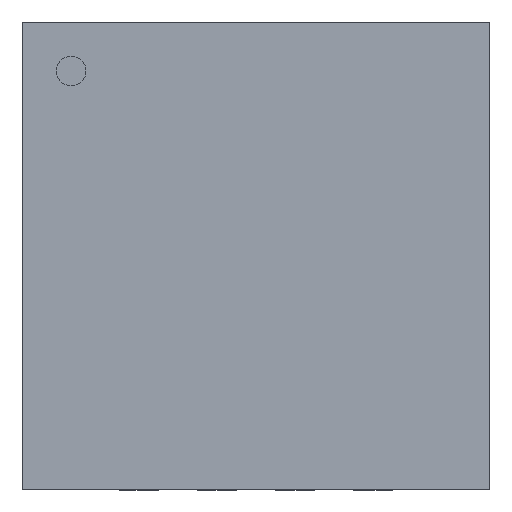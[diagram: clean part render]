
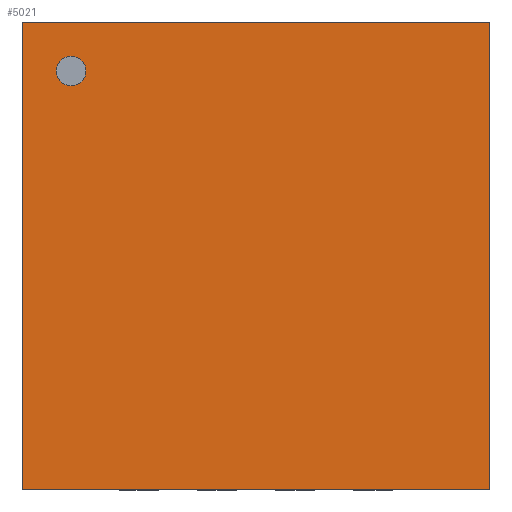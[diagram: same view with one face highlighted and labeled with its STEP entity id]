
A CAD part, top view. The second image highlights one B-rep face of the part: STEP entity #5021.
In plain terms, the highlighted planar face has unit normal (0, 0, 1).
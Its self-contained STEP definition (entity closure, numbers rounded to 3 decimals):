
#18=FACE_BOUND('',#593,.T.);
#297=FACE_OUTER_BOUND('',#592,.T.);
#592=EDGE_LOOP('',(#4111,#4112,#4113,#4114));
#593=EDGE_LOOP('',(#4115));
#1023=LINE('',#7831,#1605);
#1039=LINE('',#7863,#1621);
#1054=LINE('',#7893,#1636);
#1072=LINE('',#7928,#1654);
#1605=VECTOR('',#6375,1000.);
#1621=VECTOR('',#6393,1000.);
#1636=VECTOR('',#6410,1000.);
#1654=VECTOR('',#6430,1000.);
#1946=CIRCLE('',#5405,0.095);
#2246=VERTEX_POINT('',#7773);
#2272=VERTEX_POINT('',#7828);
#2273=VERTEX_POINT('',#7830);
#2288=VERTEX_POINT('',#7861);
#2302=VERTEX_POINT('',#7891);
#2839=EDGE_CURVE('',#2246,#2246,#1946,.T.);
#2865=EDGE_CURVE('',#2273,#2272,#1023,.T.);
#2881=EDGE_CURVE('',#2272,#2288,#1039,.T.);
#2896=EDGE_CURVE('',#2288,#2302,#1054,.T.);
#2914=EDGE_CURVE('',#2302,#2273,#1072,.T.);
#4111=ORIENTED_EDGE('',*,*,#2865,.T.);
#4112=ORIENTED_EDGE('',*,*,#2881,.T.);
#4113=ORIENTED_EDGE('',*,*,#2896,.T.);
#4114=ORIENTED_EDGE('',*,*,#2914,.T.);
#4115=ORIENTED_EDGE('',*,*,#2839,.F.);
#4762=PLANE('',#5447);
#5021=ADVANCED_FACE('',(#297,#18),#4762,.T.);
#5405=AXIS2_PLACEMENT_3D('',#7775,#6338,#6339);
#5447=AXIS2_PLACEMENT_3D('',#8125,#6570,#6571);
#6338=DIRECTION('center_axis',(0.,0.,1.));
#6339=DIRECTION('ref_axis',(0.,-1.,0.));
#6375=DIRECTION('',(0.,-1.,0.));
#6393=DIRECTION('',(1.,0.,0.));
#6410=DIRECTION('',(0.,1.,0.));
#6430=DIRECTION('',(-1.,0.,0.));
#6570=DIRECTION('center_axis',(0.,0.,1.));
#6571=DIRECTION('ref_axis',(0.,-1.,0.));
#7773=CARTESIAN_POINT('',(-1.185,1.281,0.85));
#7775=CARTESIAN_POINT('Origin',(-1.185,1.185,0.85));
#7828=CARTESIAN_POINT('',(-1.5,-1.5,0.85));
#7830=CARTESIAN_POINT('',(-1.5,1.5,0.85));
#7831=CARTESIAN_POINT('',(-1.5,-1.5,0.85));
#7861=CARTESIAN_POINT('',(1.5,-1.5,0.85));
#7863=CARTESIAN_POINT('',(1.5,-1.5,0.85));
#7891=CARTESIAN_POINT('',(1.5,1.5,0.85));
#7893=CARTESIAN_POINT('',(1.5,-1.5,0.85));
#7928=CARTESIAN_POINT('',(1.5,1.5,0.85));
#8125=CARTESIAN_POINT('Origin',(0.,0.,0.85));
